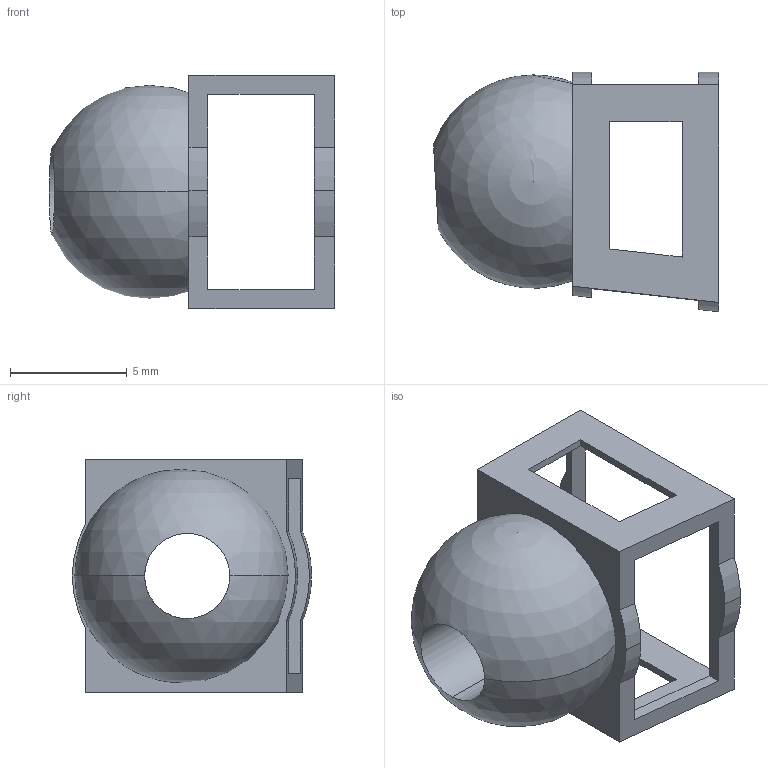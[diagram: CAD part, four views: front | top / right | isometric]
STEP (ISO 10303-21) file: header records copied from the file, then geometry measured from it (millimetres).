
FILE_DESCRIPTION (( 'STEP AP214' ), '1' );
FILE_NAME ('AyakXYZ.STEP', '2020-11-25T13:33:26', ( '' ), ( '' ), 'SwSTEP 2.0', 'SolidWorks 2018', '' );
FILE_SCHEMA (( 'AUTOMOTIVE_DESIGN' ));
Length unit declared in the file: millimetre
Products named in the file (1): AyakXYZ
Bounding box: 12.23 x 10.27 x 10 mm (x, y, z)
Volume: 308.7 mm3; surface area: 612.4 mm2
Topology: 1 solids, 1 shells, 39 faces, 119 edges, 79 vertices
Faces by surface type: plane 29, cylinder 4, bspline 4, sphere 2
Entity records: 1418 total; most frequent: CARTESIAN_POINT 351, ORIENTED_EDGE 228, DIRECTION 186, EDGE_CURVE 114, VECTOR 92, LINE 92, VERTEX_POINT 76, EDGE_LOOP 48
